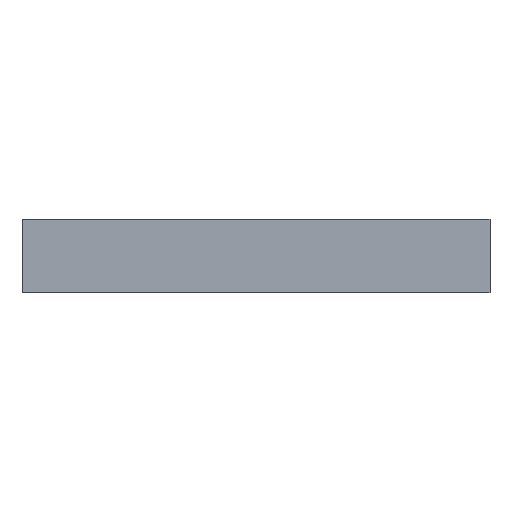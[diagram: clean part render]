
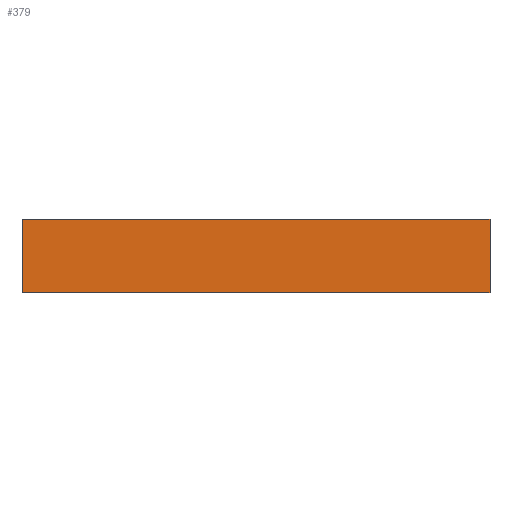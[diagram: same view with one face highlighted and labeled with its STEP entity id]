
A CAD part, left-side view. The second image highlights one B-rep face of the part: STEP entity #379.
In plain terms, the highlighted planar face has unit normal (-1, 0, 0).
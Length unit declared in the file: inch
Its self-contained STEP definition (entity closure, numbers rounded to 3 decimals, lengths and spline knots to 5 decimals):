
#10 = VECTOR ( 'NONE', #173, 39.37008 ) ;
#13 = CARTESIAN_POINT ( 'NONE',  ( -13., 2., -0.3125 ) ) ;
#29 = CARTESIAN_POINT ( 'NONE',  ( -13., 2., 0.3125 ) ) ;
#42 = FACE_OUTER_BOUND ( 'NONE', #127, .T. ) ;
#73 = ORIENTED_EDGE ( 'NONE', *, *, #125, .T. ) ;
#93 = LINE ( 'NONE', #13, #628 ) ;
#125 = EDGE_CURVE ( 'NONE', #796, #373, #93, .T. ) ;
#127 = EDGE_LOOP ( 'NONE', ( #73, #810, #517, #510 ) ) ;
#147 = CARTESIAN_POINT ( 'NONE',  ( -13., 2., 0.3125 ) ) ;
#156 = DIRECTION ( 'NONE',  ( 0., -1., 0. ) ) ;
#169 = DIRECTION ( 'NONE',  ( 1., 0., 0. ) ) ;
#173 = DIRECTION ( 'NONE',  ( 0., -1., 0. ) ) ;
#183 = DIRECTION ( 'NONE',  ( 0., 0., -1. ) ) ;
#223 = CARTESIAN_POINT ( 'NONE',  ( -13., -2., 0.3125 ) ) ;
#237 = CARTESIAN_POINT ( 'NONE',  ( -13., 2., 0.3125 ) ) ;
#247 = PLANE ( 'NONE',  #694 ) ;
#277 = LINE ( 'NONE', #147, #432 ) ;
#304 = CARTESIAN_POINT ( 'NONE',  ( -13., -2., -0.3125 ) ) ;
#328 = DIRECTION ( 'NONE',  ( 0., 0., -1. ) ) ;
#336 = VERTEX_POINT ( 'NONE', #223 ) ;
#373 = VERTEX_POINT ( 'NONE', #304 ) ;
#379 = ADVANCED_FACE ( 'NONE', ( #42 ), #247, .F. ) ;
#397 = EDGE_CURVE ( 'NONE', #782, #336, #418, .T. ) ;
#418 = LINE ( 'NONE', #237, #10 ) ;
#432 = VECTOR ( 'NONE', #328, 39.37008 ) ;
#454 = CARTESIAN_POINT ( 'NONE',  ( -13., -2., 0.3125 ) ) ;
#482 = CARTESIAN_POINT ( 'NONE',  ( -13., 2., 0.3125 ) ) ;
#510 = ORIENTED_EDGE ( 'NONE', *, *, #634, .T. ) ;
#517 = ORIENTED_EDGE ( 'NONE', *, *, #397, .F. ) ;
#588 = VECTOR ( 'NONE', #183, 39.37008 ) ;
#595 = EDGE_CURVE ( 'NONE', #336, #373, #699, .T. ) ;
#628 = VECTOR ( 'NONE', #156, 39.37008 ) ;
#634 = EDGE_CURVE ( 'NONE', #782, #796, #277, .T. ) ;
#681 = DIRECTION ( 'NONE',  ( 0., 0., -1. ) ) ;
#694 = AXIS2_PLACEMENT_3D ( 'NONE', #482, #169, #681 ) ;
#699 = LINE ( 'NONE', #454, #588 ) ;
#740 = CARTESIAN_POINT ( 'NONE',  ( -13., 2., -0.3125 ) ) ;
#782 = VERTEX_POINT ( 'NONE', #29 ) ;
#796 = VERTEX_POINT ( 'NONE', #740 ) ;
#810 = ORIENTED_EDGE ( 'NONE', *, *, #595, .F. ) ;
